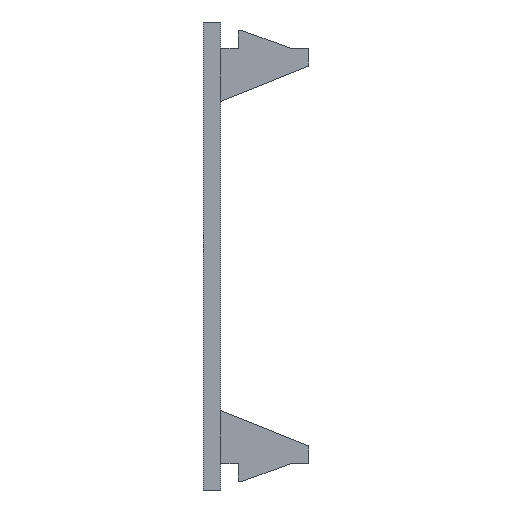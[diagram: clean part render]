
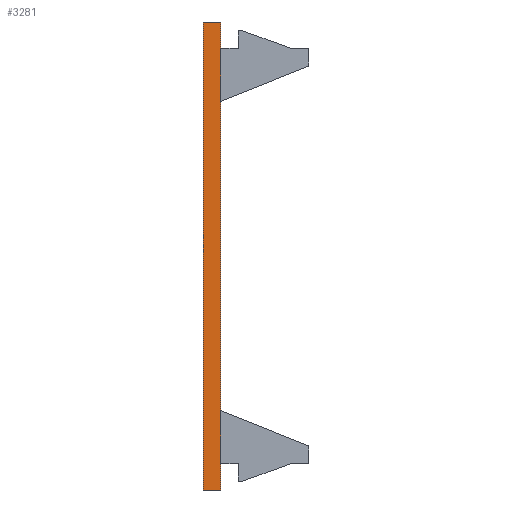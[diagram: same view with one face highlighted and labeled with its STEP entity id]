
A CAD part, left-side view. The second image highlights one B-rep face of the part: STEP entity #3281.
In plain terms, the highlighted planar face has unit normal (-1, 0, 0).
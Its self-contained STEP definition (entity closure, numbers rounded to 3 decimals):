
#3281=ADVANCED_FACE('',(#6700),#6701,.F.);
#6700=FACE_OUTER_BOUND('',#10110,.T.);
#6701=PLANE('',#10111);
#10110=EDGE_LOOP('',(#20955,#20956,#20957,#20958));
#10111=AXIS2_PLACEMENT_3D('',#20959,#20960,#20961);
#20955=ORIENTED_EDGE('',*,*,#21086,.T.);
#20956=ORIENTED_EDGE('',*,*,#25291,.T.);
#20957=ORIENTED_EDGE('',*,*,#25295,.T.);
#20958=ORIENTED_EDGE('',*,*,#25298,.T.);
#20959=CARTESIAN_POINT('',(0.0,11.0,26.5));
#20960=DIRECTION('',(1.0,0.0,0.0));
#20961=DIRECTION('',(0.0,1.0,-0.0));
#21086=EDGE_CURVE('',#25488,#25486,#25489,.T.);
#25291=EDGE_CURVE('',#25486,#31794,#31796,.T.);
#25295=EDGE_CURVE('',#31794,#31800,#31802,.T.);
#25298=EDGE_CURVE('',#31800,#25488,#31805,.T.);
#25486=VERTEX_POINT('',#32084);
#25488=VERTEX_POINT('',#32087);
#25489=LINE('',#32088,#32089);
#31794=VERTEX_POINT('',#41546);
#31796=LINE('',#41549,#41550);
#31800=VERTEX_POINT('',#41555);
#31802=LINE('',#41558,#41559);
#31805=LINE('',#41563,#41564);
#32084=CARTESIAN_POINT('',(0.0,10.0,53.0));
#32087=CARTESIAN_POINT('',(0.0,10.0,0.0));
#32088=CARTESIAN_POINT('',(0.0,10.0,26.5));
#32089=VECTOR('',#41660,1.0);
#41546=CARTESIAN_POINT('',(0.0,12.0,53.0));
#41549=CARTESIAN_POINT('',(0.0,10.0,53.0));
#41550=VECTOR('',#44814,1.0);
#41555=CARTESIAN_POINT('',(0.0,12.0,0.0));
#41558=CARTESIAN_POINT('',(0.0,12.0,53.0));
#41559=VECTOR('',#44817,1.0);
#41563=CARTESIAN_POINT('',(0.0,12.0,0.0));
#41564=VECTOR('',#44819,1.0);
#41660=DIRECTION('',(0.0,0.0,1.0));
#44814=DIRECTION('',(0.0,1.0,0.0));
#44817=DIRECTION('',(0.0,0.0,-1.0));
#44819=DIRECTION('',(0.0,-1.0,0.0));
